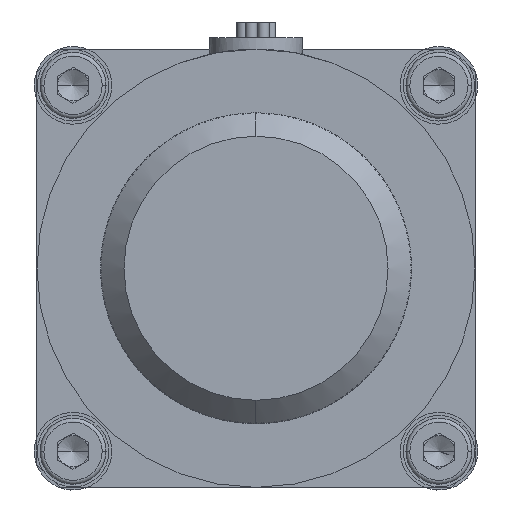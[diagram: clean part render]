
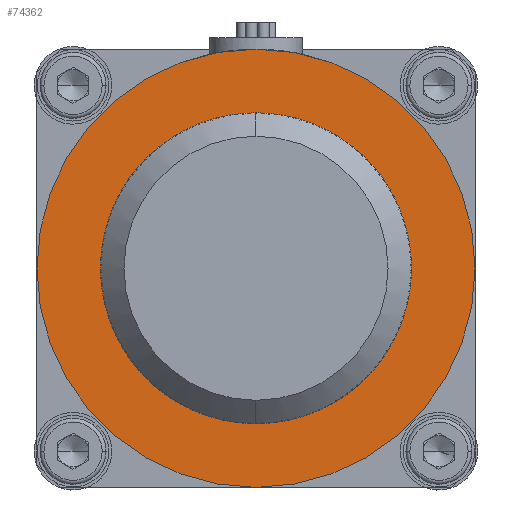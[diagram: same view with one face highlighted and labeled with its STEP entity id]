
A CAD part, front view. The second image highlights one B-rep face of the part: STEP entity #74362.
In plain terms, the highlighted face is planar.
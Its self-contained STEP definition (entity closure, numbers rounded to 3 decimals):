
#143 = VERTEX_POINT ( 'NONE', #56678 ) ;
#719 = CARTESIAN_POINT ( 'NONE',  ( 0., 38., 0. ) ) ;
#1008 = CARTESIAN_POINT ( 'NONE',  ( -9.525, 38., -1.025 ) ) ;
#1180 = FACE_OUTER_BOUND ( 'NONE', #95372, .T. ) ;
#3870 = VERTEX_POINT ( 'NONE', #63212 ) ;
#3953 = VERTEX_POINT ( 'NONE', #1008 ) ;
#7537 = VERTEX_POINT ( 'NONE', #68025 ) ;
#10525 = DIRECTION ( 'NONE',  ( 0., 1., 0. ) ) ;
#15892 = ORIENTED_EDGE ( 'NONE', *, *, #79090, .T. ) ;
#16109 = DIRECTION ( 'NONE',  ( 0., 0., 1. ) ) ;
#21263 = CARTESIAN_POINT ( 'NONE',  ( 0., 38., 0. ) ) ;
#21301 = EDGE_CURVE ( 'NONE', #53412, #55070, #41470, .T. ) ;
#21414 = AXIS2_PLACEMENT_3D ( 'NONE', #21263, #65574, #94059 ) ;
#21717 = ORIENTED_EDGE ( 'NONE', *, *, #74169, .F. ) ;
#22390 = FACE_BOUND ( 'NONE', #62702, .T. ) ;
#22686 = ORIENTED_EDGE ( 'NONE', *, *, #32838, .F. ) ;
#23346 = PLANE ( 'NONE',  #47944 ) ;
#25460 = DIRECTION ( 'NONE',  ( 0., 1., 0. ) ) ;
#27597 = CARTESIAN_POINT ( 'NONE',  ( 9.525, 38., -1.025 ) ) ;
#30524 = CIRCLE ( 'NONE', #78182, 28.2 ) ;
#31055 = FACE_BOUND ( 'NONE', #51996, .T. ) ;
#32072 = ORIENTED_EDGE ( 'NONE', *, *, #69470, .F. ) ;
#32838 = EDGE_CURVE ( 'NONE', #68763, #7537, #89353, .T. ) ;
#36239 = DIRECTION ( 'NONE',  ( 0., 1., 0. ) ) ;
#36405 = DIRECTION ( 'NONE',  ( 0., 1., 0. ) ) ;
#38760 = AXIS2_PLACEMENT_3D ( 'NONE', #73310, #36239, #51177 ) ;
#38958 = EDGE_LOOP ( 'NONE', ( #70644, #89278 ) ) ;
#39940 = DIRECTION ( 'NONE',  ( 0., 0., 1. ) ) ;
#41470 = CIRCLE ( 'NONE', #21414, 3.9 ) ;
#47823 = AXIS2_PLACEMENT_3D ( 'NONE', #91951, #25460, #83790 ) ;
#47944 = AXIS2_PLACEMENT_3D ( 'NONE', #719, #36405, #16109 ) ;
#50301 = VERTEX_POINT ( 'NONE', #78888 ) ;
#51177 = DIRECTION ( 'NONE',  ( 0., 0., 1. ) ) ;
#51826 = CIRCLE ( 'NONE', #84167, 3.9 ) ;
#51996 = EDGE_LOOP ( 'NONE', ( #32072, #22686 ) ) ;
#53244 = DIRECTION ( 'NONE',  ( 0., 1., 0. ) ) ;
#53412 = VERTEX_POINT ( 'NONE', #83813 ) ;
#55070 = VERTEX_POINT ( 'NONE', #59017 ) ;
#56454 = EDGE_CURVE ( 'NONE', #3953, #3870, #84927, .T. ) ;
#56678 = CARTESIAN_POINT ( 'NONE',  ( 0., 38., -28.2 ) ) ;
#57078 = AXIS2_PLACEMENT_3D ( 'NONE', #84283, #91984, #93402 ) ;
#58531 = FACE_BOUND ( 'NONE', #38958, .T. ) ;
#59017 = CARTESIAN_POINT ( 'NONE',  ( 0., 38., -3.9 ) ) ;
#62702 = EDGE_LOOP ( 'NONE', ( #21717, #80424 ) ) ;
#63212 = CARTESIAN_POINT ( 'NONE',  ( -9.525, 38., 1.025 ) ) ;
#63298 = CARTESIAN_POINT ( 'NONE',  ( 0., 38., 0. ) ) ;
#64048 = EDGE_CURVE ( 'NONE', #50301, #143, #67172, .T. ) ;
#65574 = DIRECTION ( 'NONE',  ( 0., 1., 0. ) ) ;
#67172 = CIRCLE ( 'NONE', #84146, 28.2 ) ;
#67181 = DIRECTION ( 'NONE',  ( 0., 0., 1. ) ) ;
#67842 = ORIENTED_EDGE ( 'NONE', *, *, #64048, .T. ) ;
#68025 = CARTESIAN_POINT ( 'NONE',  ( 9.525, 38., 1.025 ) ) ;
#68763 = VERTEX_POINT ( 'NONE', #27597 ) ;
#69470 = EDGE_CURVE ( 'NONE', #7537, #68763, #90661, .T. ) ;
#70644 = ORIENTED_EDGE ( 'NONE', *, *, #93680, .F. ) ;
#73310 = CARTESIAN_POINT ( 'NONE',  ( -9.525, 38., 0. ) ) ;
#73906 = DIRECTION ( 'NONE',  ( 0., 1., 0. ) ) ;
#73951 = CARTESIAN_POINT ( 'NONE',  ( 0., 38., 0. ) ) ;
#74169 = EDGE_CURVE ( 'NONE', #3870, #3953, #80192, .T. ) ;
#74362 = ADVANCED_FACE ( 'NONE', ( #31055, #22390, #1180, #58531 ), #23346, .T. ) ;
#76529 = CARTESIAN_POINT ( 'NONE',  ( 9.525, 38., 0. ) ) ;
#78182 = AXIS2_PLACEMENT_3D ( 'NONE', #63298, #93191, #92724 ) ;
#78888 = CARTESIAN_POINT ( 'NONE',  ( 0., 38., 28.2 ) ) ;
#79090 = EDGE_CURVE ( 'NONE', #143, #50301, #30524, .T. ) ;
#80192 = CIRCLE ( 'NONE', #57078, 1.025 ) ;
#80424 = ORIENTED_EDGE ( 'NONE', *, *, #56454, .F. ) ;
#81624 = CARTESIAN_POINT ( 'NONE',  ( 0., 38., 0. ) ) ;
#83790 = DIRECTION ( 'NONE',  ( 0., 0., 1. ) ) ;
#83813 = CARTESIAN_POINT ( 'NONE',  ( 0., 38., 3.9 ) ) ;
#84146 = AXIS2_PLACEMENT_3D ( 'NONE', #81624, #73906, #88402 ) ;
#84167 = AXIS2_PLACEMENT_3D ( 'NONE', #73951, #53244, #67181 ) ;
#84283 = CARTESIAN_POINT ( 'NONE',  ( -9.525, 38., 0. ) ) ;
#84927 = CIRCLE ( 'NONE', #38760, 1.025 ) ;
#88402 = DIRECTION ( 'NONE',  ( 0., 0., 1. ) ) ;
#89278 = ORIENTED_EDGE ( 'NONE', *, *, #21301, .F. ) ;
#89353 = CIRCLE ( 'NONE', #47823, 1.025 ) ;
#90661 = CIRCLE ( 'NONE', #95276, 1.025 ) ;
#91951 = CARTESIAN_POINT ( 'NONE',  ( 9.525, 38., 0. ) ) ;
#91984 = DIRECTION ( 'NONE',  ( 0., 1., 0. ) ) ;
#92724 = DIRECTION ( 'NONE',  ( 0., 0., 1. ) ) ;
#93191 = DIRECTION ( 'NONE',  ( 0., 1., 0. ) ) ;
#93402 = DIRECTION ( 'NONE',  ( 0., 0., 1. ) ) ;
#93680 = EDGE_CURVE ( 'NONE', #55070, #53412, #51826, .T. ) ;
#94059 = DIRECTION ( 'NONE',  ( 0., 0., 1. ) ) ;
#95276 = AXIS2_PLACEMENT_3D ( 'NONE', #76529, #10525, #39940 ) ;
#95372 = EDGE_LOOP ( 'NONE', ( #15892, #67842 ) ) ;
